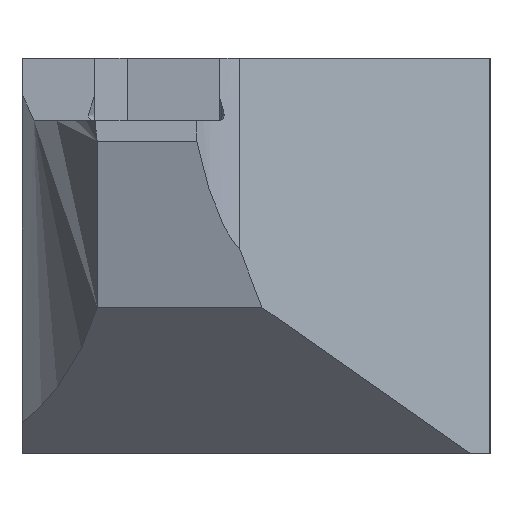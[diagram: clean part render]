
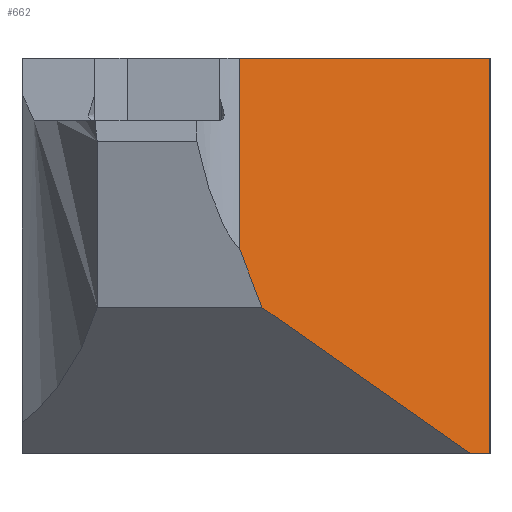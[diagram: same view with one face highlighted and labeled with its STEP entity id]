
A CAD part, left-side view. The second image highlights one B-rep face of the part: STEP entity #662.
In plain terms, the highlighted planar face has unit normal (-0.819, -0.574, 0).
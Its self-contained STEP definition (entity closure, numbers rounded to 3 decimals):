
#2 = CARTESIAN_POINT ( 'NONE',  ( 3.329, 9.295, -13.186 ) ) ;
#11 = CARTESIAN_POINT ( 'NONE',  ( 9.838, 0., -19.05 ) ) ;
#20 = VECTOR ( 'NONE', #1772, 1000. ) ;
#34 = EDGE_LOOP ( 'NONE', ( #347, #708, #1338, #1047, #1148, #1679 ) ) ;
#99 = VERTEX_POINT ( 'NONE', #11 ) ;
#151 = CARTESIAN_POINT ( 'NONE',  ( 1.4, 12.05, 0. ) ) ;
#194 = VECTOR ( 'NONE', #1406, 1000. ) ;
#224 = VECTOR ( 'NONE', #790, 1000. ) ;
#306 = VERTEX_POINT ( 'NONE', #1402 ) ;
#317 = DIRECTION ( 'NONE',  ( 0.498, -0.711, -0.498 ) ) ;
#347 = ORIENTED_EDGE ( 'NONE', *, *, #1597, .T. ) ;
#420 = CARTESIAN_POINT ( 'NONE',  ( 3.561, 8.964, -17.29 ) ) ;
#440 = LINE ( 'NONE', #837, #20 ) ;
#464 = VERTEX_POINT ( 'NONE', #1783 ) ;
#536 = CARTESIAN_POINT ( 'NONE',  ( 9.838, 0., 0. ) ) ;
#552 = LINE ( 'NONE', #2019, #891 ) ;
#555 = LINE ( 'NONE', #1224, #1308 ) ;
#640 = LINE ( 'NONE', #1565, #224 ) ;
#662 = ADVANCED_FACE ( 'Defeature ausgef�hrt1_15', ( #1282 ), #1640, .F. ) ;
#688 = LINE ( 'NONE', #2, #1730 ) ;
#708 = ORIENTED_EDGE ( 'NONE', *, *, #1497, .T. ) ;
#726 = DIRECTION ( 'NONE',  ( -0.574, 0.819, 0. ) ) ;
#777 = DIRECTION ( 'NONE',  ( -0.574, 0.819, 0. ) ) ;
#790 = DIRECTION ( 'NONE',  ( 0., 0., 1. ) ) ;
#810 = EDGE_CURVE ( 'Defeature ausgef�hrt1_15+Defeature ausgef�hrt1_2+Defeature ausgef�hrt1_6+Defeature ausgef�hrt1_14', #1884, #1665, #555, .T. ) ;
#837 = CARTESIAN_POINT ( 'NONE',  ( 9.838, 0., -19.05 ) ) ;
#848 = AXIS2_PLACEMENT_3D ( 'NONE', #861, #1476, #726 ) ;
#861 = CARTESIAN_POINT ( 'NONE',  ( 1.4, 12.05, -19.05 ) ) ;
#891 = VECTOR ( 'NONE', #777, 1000. ) ;
#1007 = CARTESIAN_POINT ( 'NONE',  ( 2.144, 10.988, -12. ) ) ;
#1047 = ORIENTED_EDGE ( 'NONE', *, *, #1344, .T. ) ;
#1148 = ORIENTED_EDGE ( 'NONE', *, *, #810, .T. ) ;
#1224 = CARTESIAN_POINT ( 'NONE',  ( 1.4, 12.05, 0. ) ) ;
#1282 = FACE_OUTER_BOUND ( 'NONE', #34, .T. ) ;
#1308 = VECTOR ( 'NONE', #1393, 1000. ) ;
#1319 = EDGE_CURVE ( 'Defeature ausgef�hrt1_7+Defeature ausgef�hrt1_15+Defeature ausgef�hrt1_6+Defeature ausgef�hrt1_19', #99, #306, #552, .T. ) ;
#1338 = ORIENTED_EDGE ( 'NONE', *, *, #1319, .F. ) ;
#1344 = EDGE_CURVE ( 'Defeature ausgef�hrt1_15+Defeature ausgef�hrt1_6+Defeature ausgef�hrt1_7+Defeature ausgef�hrt1_2', #99, #1884, #440, .T. ) ;
#1393 = DIRECTION ( 'NONE',  ( -0.574, 0.819, 0. ) ) ;
#1402 = CARTESIAN_POINT ( 'NONE',  ( 9.194, 0.92, -19.05 ) ) ;
#1406 = DIRECTION ( 'NONE',  ( 0.243, -0.347, -0.906 ) ) ;
#1447 = EDGE_CURVE ( 'Defeature ausgef�hrt1_14+Defeature ausgef�hrt1_15+Defeature ausgef�hrt1_20+Defeature ausgef�hrt1_2', #464, #1665, #640, .T. ) ;
#1476 = DIRECTION ( 'NONE',  ( 0.819, 0.574, 0. ) ) ;
#1497 = EDGE_CURVE ( 'Defeature ausgef�hrt1_15+Defeature ausgef�hrt1_19+Defeature ausgef�hrt1_20+Defeature ausgef�hrt1_7', #1966, #306, #688, .T. ) ;
#1565 = CARTESIAN_POINT ( 'NONE',  ( 1.4, 12.05, -19.05 ) ) ;
#1597 = EDGE_CURVE ( 'Defeature ausgef�hrt1_15+Defeature ausgef�hrt1_20+Defeature ausgef�hrt1_14+Defeature ausgef�hrt1_19', #464, #1966, #1811, .T. ) ;
#1640 = PLANE ( 'NONE',  #848 ) ;
#1665 = VERTEX_POINT ( 'NONE', #151 ) ;
#1679 = ORIENTED_EDGE ( 'NONE', *, *, #1447, .F. ) ;
#1730 = VECTOR ( 'NONE', #317, 1000. ) ;
#1772 = DIRECTION ( 'NONE',  ( 0., 0., 1. ) ) ;
#1783 = CARTESIAN_POINT ( 'NONE',  ( 1.4, 12.05, -9.225 ) ) ;
#1811 = LINE ( 'NONE', #420, #194 ) ;
#1884 = VERTEX_POINT ( 'NONE', #536 ) ;
#1966 = VERTEX_POINT ( 'NONE', #1007 ) ;
#2019 = CARTESIAN_POINT ( 'NONE',  ( 1.4, 12.05, -19.05 ) ) ;
